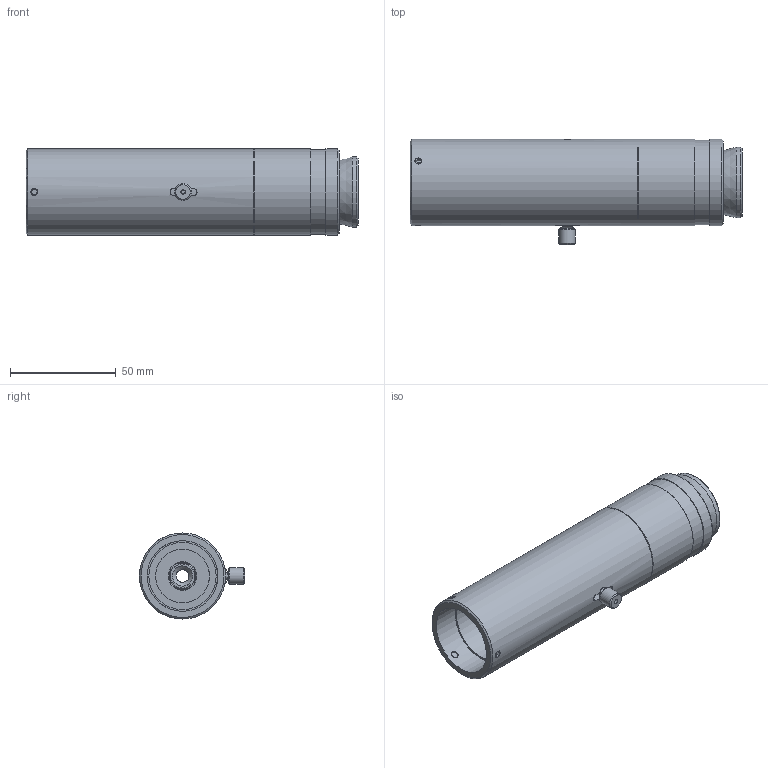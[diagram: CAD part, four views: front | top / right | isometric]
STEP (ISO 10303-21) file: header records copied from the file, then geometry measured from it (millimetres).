
FILE_DESCRIPTION((''),'2;1');
FILE_NAME('6187_0.stp','2009-12-22T10:04:11',('EVANS'),(''),'Autodesk Inventor 2010','Autodesk Inventor 2010','');
FILE_SCHEMA(('AUTOMOTIVE_DESIGN { 1 0 10303 214 1 1 1 1 }'));
Length unit declared in the file: inch
Products named in the file (10): Assembly2 (LevelofDetail1); 6187.iam (~1); 6188; 6109; 6111; 6112; 7105; 60148; 7004; 7141
Assembly tree (12 placements, depth 3):
  Assembly2 (LevelofDetail1)
    6187.iam (~1)
      6188
      6109
      6111
      6112
      7105
      60148
      7004  x4
      7141
Bounding box: 156.62 x 49.58 x 40.64 mm (x, y, z)
Volume: 82282 mm3; surface area: 47973.7 mm2
Topology: 11 solids, 11 shells, 156 faces, 323 edges, 209 vertices
Faces by surface type: plane 79, cylinder 44, cone 26, sphere 4, bspline 3
Full cylindrical faces by diameter (mm): 2.159 x1, 2.845 x1, 3.302 x3, 3.48 x1, 4.166 x4, 5.994 x2, 6.35 x1, 7.493 x2, 7.874 x1, 9.119 x1, 9.525 x1, 11.43 x1, 12.7 x2, 13.564 x1, 25.4 x1, 26.975 x1, 31.75 x1, 33.325 x3, 33.35 x2, 37.084 x1, 38.1 x2, 38.964 x1, 39.878 x1, 40.64 x3
Entity records: 3802 total; most frequent: CARTESIAN_POINT 1085, DIRECTION 534, ORIENTED_EDGE 366, AXIS2_PLACEMENT_3D 236, EDGE_LOOP 226, EDGE_CURVE 183, VERTEX_POINT 155, FACE_OUTER_BOUND 123
